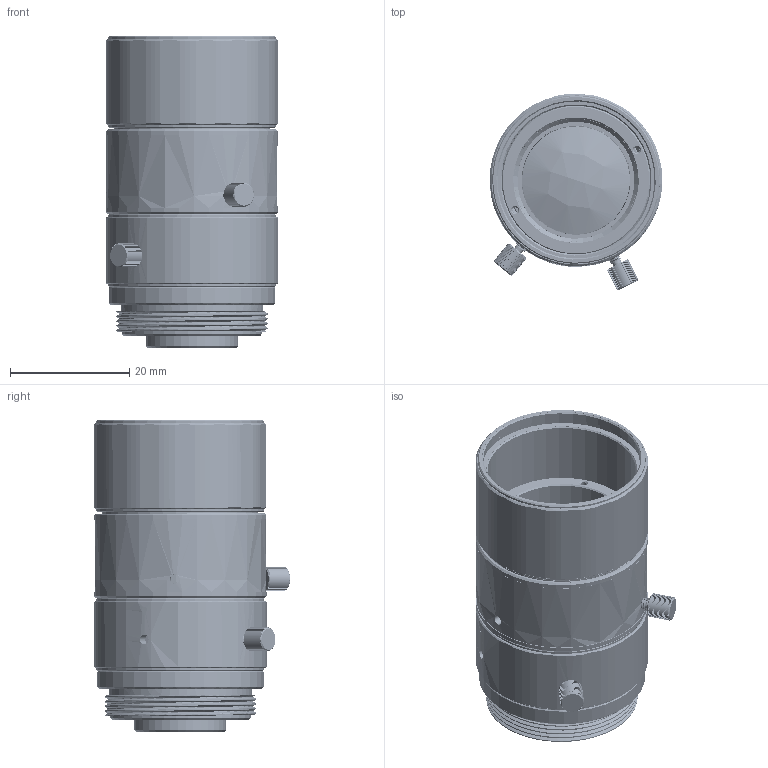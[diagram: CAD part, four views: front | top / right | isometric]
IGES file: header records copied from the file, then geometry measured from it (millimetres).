
Start section: SolidWorks IGES file using analytic representation for surfaces
Global section: file name: 0HQM994335180軞蚾.IGS; native system: SolidWorks 2017; preprocessor: SolidWorks 2017; author: Administrator; date: 210519.165212; units: millimetre
Bounding box: 28.99 x 32.96 x 52.46 mm (x, y, z)
Surface area: 31049 mm2 (no closed solid volume)
Topology: 0 solids, 0 shells, 2344 faces, 30271 edges, 30267 vertices
Faces by surface type: revolution 1323, bspline 1021
